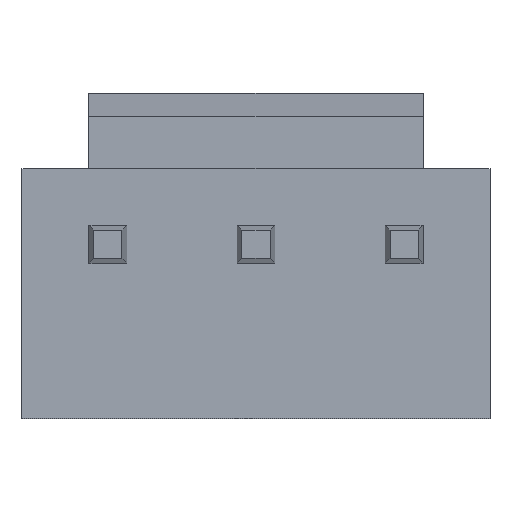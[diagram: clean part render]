
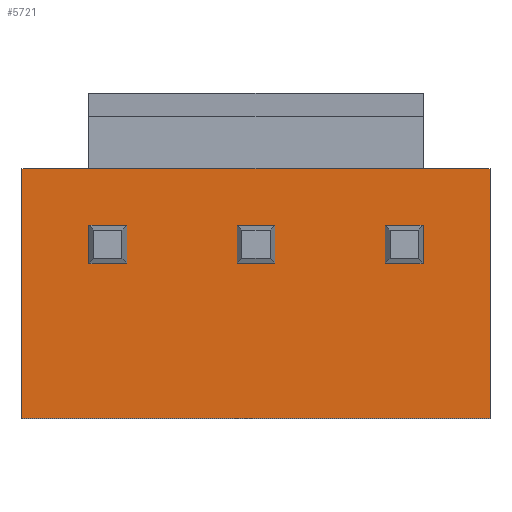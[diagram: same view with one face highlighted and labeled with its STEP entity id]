
A CAD part, top view. The second image highlights one B-rep face of the part: STEP entity #5721.
In plain terms, the highlighted planar face has unit normal (0, 0, 1).
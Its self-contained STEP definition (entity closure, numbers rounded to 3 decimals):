
#476=ORIENTED_EDGE('',*,*,#1597,.F.);
#477=ORIENTED_EDGE('',*,*,#1598,.F.);
#478=ORIENTED_EDGE('',*,*,#1599,.F.);
#479=ORIENTED_EDGE('',*,*,#1600,.F.);
#480=ORIENTED_EDGE('',*,*,#1601,.F.);
#481=ORIENTED_EDGE('',*,*,#1602,.F.);
#482=ORIENTED_EDGE('',*,*,#1603,.F.);
#483=ORIENTED_EDGE('',*,*,#1604,.F.);
#484=ORIENTED_EDGE('',*,*,#1573,.F.);
#485=ORIENTED_EDGE('',*,*,#1577,.F.);
#486=ORIENTED_EDGE('',*,*,#1580,.F.);
#487=ORIENTED_EDGE('',*,*,#1582,.F.);
#488=ORIENTED_EDGE('',*,*,#1593,.F.);
#489=ORIENTED_EDGE('',*,*,#1520,.F.);
#490=ORIENTED_EDGE('',*,*,#1605,.F.);
#491=ORIENTED_EDGE('',*,*,#1522,.F.);
#492=ORIENTED_EDGE('',*,*,#1596,.F.);
#493=ORIENTED_EDGE('',*,*,#1595,.F.);
#1520=EDGE_CURVE('',#2105,#2106,#2489,.T.);
#1522=EDGE_CURVE('',#2107,#2108,#2491,.T.);
#1573=EDGE_CURVE('',#2148,#2149,#2542,.T.);
#1577=EDGE_CURVE('',#2152,#2148,#2546,.T.);
#1580=EDGE_CURVE('',#2154,#2152,#2549,.T.);
#1582=EDGE_CURVE('',#2149,#2154,#2551,.T.);
#1593=EDGE_CURVE('',#2106,#2159,#2562,.T.);
#1595=EDGE_CURVE('',#2159,#2160,#2564,.T.);
#1596=EDGE_CURVE('',#2160,#2107,#2565,.T.);
#1597=EDGE_CURVE('',#2161,#2162,#2566,.T.);
#1598=EDGE_CURVE('',#2163,#2161,#2567,.T.);
#1599=EDGE_CURVE('',#2164,#2163,#2568,.T.);
#1600=EDGE_CURVE('',#2162,#2164,#2569,.T.);
#1601=EDGE_CURVE('',#2165,#2166,#2570,.T.);
#1602=EDGE_CURVE('',#2167,#2165,#2571,.T.);
#1603=EDGE_CURVE('',#2168,#2167,#2572,.T.);
#1604=EDGE_CURVE('',#2166,#2168,#2573,.T.);
#1605=EDGE_CURVE('',#2108,#2105,#2574,.T.);
#2105=VERTEX_POINT('',#6952);
#2106=VERTEX_POINT('',#6954);
#2107=VERTEX_POINT('',#6958);
#2108=VERTEX_POINT('',#6959);
#2148=VERTEX_POINT('',#7061);
#2149=VERTEX_POINT('',#7063);
#2152=VERTEX_POINT('',#7070);
#2154=VERTEX_POINT('',#7076);
#2159=VERTEX_POINT('',#7101);
#2160=VERTEX_POINT('',#7105);
#2161=VERTEX_POINT('',#7111);
#2162=VERTEX_POINT('',#7112);
#2163=VERTEX_POINT('',#7114);
#2164=VERTEX_POINT('',#7116);
#2165=VERTEX_POINT('',#7119);
#2166=VERTEX_POINT('',#7120);
#2167=VERTEX_POINT('',#7122);
#2168=VERTEX_POINT('',#7124);
#2489=LINE('',#6953,#2808);
#2491=LINE('',#6957,#2810);
#2542=LINE('',#7062,#2861);
#2546=LINE('',#7071,#2865);
#2549=LINE('',#7077,#2868);
#2551=LINE('',#7080,#2870);
#2562=LINE('',#7102,#2881);
#2564=LINE('',#7106,#2883);
#2565=LINE('',#7108,#2884);
#2566=LINE('',#7110,#2885);
#2567=LINE('',#7113,#2886);
#2568=LINE('',#7115,#2887);
#2569=LINE('',#7117,#2888);
#2570=LINE('',#7118,#2889);
#2571=LINE('',#7121,#2890);
#2572=LINE('',#7123,#2891);
#2573=LINE('',#7125,#2892);
#2574=LINE('',#7126,#2893);
#2808=VECTOR('',#6199,1000.);
#2810=VECTOR('',#6203,1000.);
#2861=VECTOR('',#6278,1000.);
#2865=VECTOR('',#6284,1000.);
#2868=VECTOR('',#6289,1000.);
#2870=VECTOR('',#6293,1000.);
#2881=VECTOR('',#6316,1000.);
#2883=VECTOR('',#6320,1000.);
#2884=VECTOR('',#6323,1000.);
#2885=VECTOR('',#6326,1000.);
#2886=VECTOR('',#6327,1000.);
#2887=VECTOR('',#6328,1000.);
#2888=VECTOR('',#6329,1000.);
#2889=VECTOR('',#6330,1000.);
#2890=VECTOR('',#6331,1000.);
#2891=VECTOR('',#6332,1000.);
#2892=VECTOR('',#6333,1000.);
#2893=VECTOR('',#6334,1000.);
#3156=EDGE_LOOP('',(#476,#477,#478,#479));
#3157=EDGE_LOOP('',(#480,#481,#482,#483));
#3158=EDGE_LOOP('',(#484,#485,#486,#487));
#3159=EDGE_LOOP('',(#488,#489,#490,#491,#492,#493));
#3437=FACE_BOUND('',#3156,.T.);
#3438=FACE_BOUND('',#3157,.T.);
#3439=FACE_BOUND('',#3158,.T.);
#3440=FACE_BOUND('',#3159,.T.);
#3712=PLANE('',#6002);
#5721=ADVANCED_FACE('',(#3437,#3438,#3439,#3440),#3712,.F.);
#6002=AXIS2_PLACEMENT_3D('',#7109,#6324,#6325);
#6199=DIRECTION('',(1.,0.,0.));
#6203=DIRECTION('',(1.,0.,0.));
#6278=DIRECTION('',(0.,-1.,0.));
#6284=DIRECTION('',(-1.,0.,0.));
#6289=DIRECTION('',(0.,1.,0.));
#6293=DIRECTION('',(1.,0.,0.));
#6316=DIRECTION('',(0.,-1.,0.));
#6320=DIRECTION('',(-1.,0.,0.));
#6323=DIRECTION('',(0.,1.,0.));
#6324=DIRECTION('',(0.,0.,-1.));
#6325=DIRECTION('',(-1.,0.,0.));
#6326=DIRECTION('',(1.,0.,0.));
#6327=DIRECTION('',(0.,-1.,0.));
#6328=DIRECTION('',(-1.,0.,0.));
#6329=DIRECTION('',(0.,1.,0.));
#6330=DIRECTION('',(1.,0.,0.));
#6331=DIRECTION('',(0.,-1.,0.));
#6332=DIRECTION('',(-1.,0.,0.));
#6333=DIRECTION('',(0.,1.,0.));
#6334=DIRECTION('',(1.,0.,0.));
#6952=CARTESIAN_POINT('',(4.468,2.032,3.2));
#6953=CARTESIAN_POINT('',(-6.258,2.032,3.2));
#6954=CARTESIAN_POINT('',(6.258,2.032,3.2));
#6957=CARTESIAN_POINT('',(-6.258,2.032,3.2));
#6958=CARTESIAN_POINT('',(-6.258,2.032,3.2));
#6959=CARTESIAN_POINT('',(-4.468,2.032,3.2));
#7061=CARTESIAN_POINT('',(-4.468,0.508,3.2));
#7062=CARTESIAN_POINT('',(-4.468,-0.508,3.2));
#7063=CARTESIAN_POINT('',(-4.468,-0.508,3.2));
#7070=CARTESIAN_POINT('',(-3.452,0.508,3.2));
#7071=CARTESIAN_POINT('',(-4.468,0.508,3.2));
#7076=CARTESIAN_POINT('',(-3.452,-0.508,3.2));
#7077=CARTESIAN_POINT('',(-3.452,0.508,3.2));
#7080=CARTESIAN_POINT('',(-3.452,-0.508,3.2));
#7101=CARTESIAN_POINT('',(6.258,-4.648,3.2));
#7102=CARTESIAN_POINT('',(6.258,2.032,3.2));
#7105=CARTESIAN_POINT('',(-6.258,-4.648,3.2));
#7106=CARTESIAN_POINT('',(6.258,-4.648,3.2));
#7108=CARTESIAN_POINT('',(-6.258,-4.648,3.2));
#7109=CARTESIAN_POINT('',(0.,0.,3.2));
#7110=CARTESIAN_POINT('',(4.468,-0.508,3.2));
#7111=CARTESIAN_POINT('',(3.452,-0.508,3.2));
#7112=CARTESIAN_POINT('',(4.468,-0.508,3.2));
#7113=CARTESIAN_POINT('',(3.452,-0.508,3.2));
#7114=CARTESIAN_POINT('',(3.452,0.508,3.2));
#7115=CARTESIAN_POINT('',(3.452,0.508,3.2));
#7116=CARTESIAN_POINT('',(4.468,0.508,3.2));
#7117=CARTESIAN_POINT('',(4.468,0.508,3.2));
#7118=CARTESIAN_POINT('',(0.508,-0.508,3.2));
#7119=CARTESIAN_POINT('',(-0.508,-0.508,3.2));
#7120=CARTESIAN_POINT('',(0.508,-0.508,3.2));
#7121=CARTESIAN_POINT('',(-0.508,-0.508,3.2));
#7122=CARTESIAN_POINT('',(-0.508,0.508,3.2));
#7123=CARTESIAN_POINT('',(-0.508,0.508,3.2));
#7124=CARTESIAN_POINT('',(0.508,0.508,3.2));
#7125=CARTESIAN_POINT('',(0.508,0.508,3.2));
#7126=CARTESIAN_POINT('',(-6.258,2.032,3.2));
